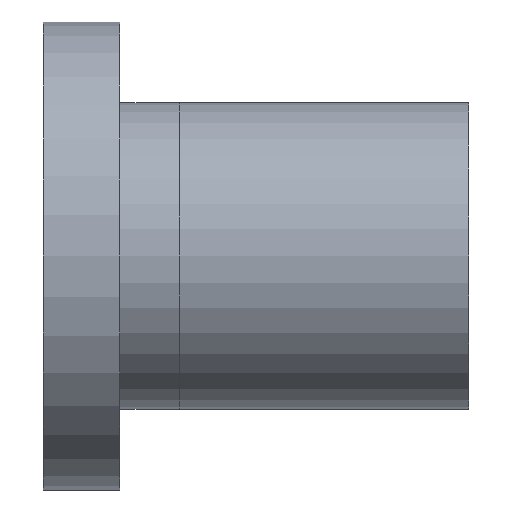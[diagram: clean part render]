
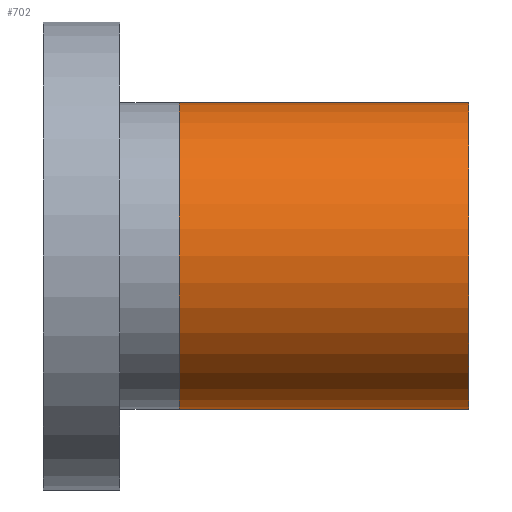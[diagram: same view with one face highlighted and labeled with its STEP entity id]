
A CAD part, front view. The second image highlights one B-rep face of the part: STEP entity #702.
In plain terms, the highlighted cylindrical face has radius 36 mm (diameter 72 mm), a partial arc.
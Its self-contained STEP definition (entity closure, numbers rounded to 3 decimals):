
#24 = VERTEX_POINT ( 'NONE', #195 ) ;
#33 = DIRECTION ( 'NONE',  ( -1., 0., 0. ) ) ;
#53 = AXIS2_PLACEMENT_3D ( 'NONE', #440, #112, #302 ) ;
#86 = DIRECTION ( 'NONE',  ( -1., 0., 0. ) ) ;
#87 = LINE ( 'NONE', #206, #432 ) ;
#93 = CARTESIAN_POINT ( 'NONE',  ( 83.788, 0., 0. ) ) ;
#99 = VERTEX_POINT ( 'NONE', #642 ) ;
#112 = DIRECTION ( 'NONE',  ( -1., 0., 0. ) ) ;
#131 = LINE ( 'NONE', #146, #773 ) ;
#133 = ORIENTED_EDGE ( 'NONE', *, *, #503, .T. ) ;
#143 = ORIENTED_EDGE ( 'NONE', *, *, #335, .T. ) ;
#146 = CARTESIAN_POINT ( 'NONE',  ( -151.697, 0., -36. ) ) ;
#195 = CARTESIAN_POINT ( 'NONE',  ( 15.788, 0., -36. ) ) ;
#197 = FACE_OUTER_BOUND ( 'NONE', #273, .T. ) ;
#206 = CARTESIAN_POINT ( 'NONE',  ( -151.697, 0., 36. ) ) ;
#228 = CIRCLE ( 'NONE', #53, 36. ) ;
#246 = EDGE_CURVE ( 'NONE', #24, #258, #228, .T. ) ;
#258 = VERTEX_POINT ( 'NONE', #561 ) ;
#273 = EDGE_LOOP ( 'NONE', ( #571, #133, #143, #625 ) ) ;
#302 = DIRECTION ( 'NONE',  ( 0., 0., 1. ) ) ;
#335 = EDGE_CURVE ( 'NONE', #771, #258, #87, .T. ) ;
#376 = EDGE_CURVE ( 'NONE', #99, #24, #131, .T. ) ;
#403 = DIRECTION ( 'NONE',  ( -1., 0., 0. ) ) ;
#432 = VECTOR ( 'NONE', #403, 1000. ) ;
#440 = CARTESIAN_POINT ( 'NONE',  ( 15.788, 0., 0. ) ) ;
#503 = EDGE_CURVE ( 'NONE', #99, #771, #814, .T. ) ;
#521 = DIRECTION ( 'NONE',  ( -1., 0., 0. ) ) ;
#536 = CARTESIAN_POINT ( 'NONE',  ( -151.697, 0., 0. ) ) ;
#541 = DIRECTION ( 'NONE',  ( 0., 0., 1. ) ) ;
#548 = CARTESIAN_POINT ( 'NONE',  ( 83.788, 0., 36. ) ) ;
#561 = CARTESIAN_POINT ( 'NONE',  ( 15.788, 0., 36. ) ) ;
#571 = ORIENTED_EDGE ( 'NONE', *, *, #376, .F. ) ;
#624 = AXIS2_PLACEMENT_3D ( 'NONE', #93, #33, #541 ) ;
#625 = ORIENTED_EDGE ( 'NONE', *, *, #246, .F. ) ;
#640 = CYLINDRICAL_SURFACE ( 'NONE', #685, 36. ) ;
#642 = CARTESIAN_POINT ( 'NONE',  ( 83.788, 0., -36. ) ) ;
#685 = AXIS2_PLACEMENT_3D ( 'NONE', #536, #86, #768 ) ;
#702 = ADVANCED_FACE ( 'NONE', ( #197 ), #640, .T. ) ;
#768 = DIRECTION ( 'NONE',  ( 0., 0., 1. ) ) ;
#771 = VERTEX_POINT ( 'NONE', #548 ) ;
#773 = VECTOR ( 'NONE', #521, 1000. ) ;
#814 = CIRCLE ( 'NONE', #624, 36. ) ;
